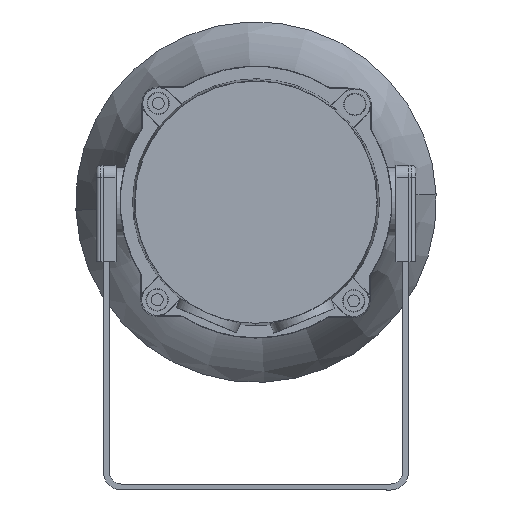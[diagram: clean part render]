
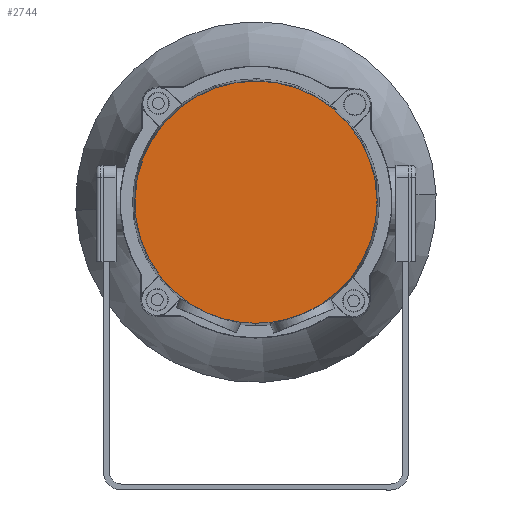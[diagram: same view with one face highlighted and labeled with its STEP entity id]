
A CAD part, left-side view. The second image highlights one B-rep face of the part: STEP entity #2744.
In plain terms, the highlighted planar face has unit normal (-1, 0, 0).
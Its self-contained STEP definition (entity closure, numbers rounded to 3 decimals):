
#2 = CIRCLE ( 'NONE', #3884, 61. ) ;
#171 = CARTESIAN_POINT ( 'NONE',  ( -38., 0., 0. ) ) ;
#193 = DIRECTION ( 'NONE',  ( 0., 0., -1. ) ) ;
#196 = DIRECTION ( 'NONE',  ( 1., 0., 0. ) ) ;
#540 = EDGE_LOOP ( 'NONE', ( #6061, #4882, #3087 ) ) ;
#736 = DIRECTION ( 'NONE',  ( 0., 0., 1. ) ) ;
#737 = DIRECTION ( 'NONE',  ( -1., 0., 0. ) ) ;
#759 = PLANE ( 'NONE',  #1736 ) ;
#770 = CARTESIAN_POINT ( 'NONE',  ( -38., 0., 0. ) ) ;
#1023 = EDGE_CURVE ( 'NONE', #5151, #4022, #2, .T. ) ;
#1224 = EDGE_CURVE ( 'NONE', #5662, #5151, #3253, .T. ) ;
#1736 = AXIS2_PLACEMENT_3D ( 'NONE', #770, #737, #736 ) ;
#2744 = ADVANCED_FACE ( 'NONE', ( #4284 ), #759, .T. ) ;
#3087 = ORIENTED_EDGE ( 'NONE', *, *, #1224, .F. ) ;
#3253 = CIRCLE ( 'NONE', #3369, 61. ) ;
#3369 = AXIS2_PLACEMENT_3D ( 'NONE', #6737, #6729, #6718 ) ;
#3884 = AXIS2_PLACEMENT_3D ( 'NONE', #171, #196, #193 ) ;
#4022 = VERTEX_POINT ( 'NONE', #4328 ) ;
#4067 = DIRECTION ( 'NONE',  ( 0., 0., -1. ) ) ;
#4088 = DIRECTION ( 'NONE',  ( 1., 0., 0. ) ) ;
#4141 = CARTESIAN_POINT ( 'NONE',  ( -38., 0., 0. ) ) ;
#4237 = AXIS2_PLACEMENT_3D ( 'NONE', #4141, #4088, #4067 ) ;
#4284 = FACE_OUTER_BOUND ( 'NONE', #540, .T. ) ;
#4328 = CARTESIAN_POINT ( 'NONE',  ( -38., 23.344, -56.357 ) ) ;
#4507 = CARTESIAN_POINT ( 'NONE',  ( -38., 0., -61. ) ) ;
#4882 = ORIENTED_EDGE ( 'NONE', *, *, #1023, .F. ) ;
#5151 = VERTEX_POINT ( 'NONE', #4507 ) ;
#5302 = CARTESIAN_POINT ( 'NONE',  ( -38., -23.344, -56.357 ) ) ;
#5662 = VERTEX_POINT ( 'NONE', #5302 ) ;
#6061 = ORIENTED_EDGE ( 'NONE', *, *, #7153, .F. ) ;
#6718 = DIRECTION ( 'NONE',  ( 0., 0., -1. ) ) ;
#6729 = DIRECTION ( 'NONE',  ( 1., 0., 0. ) ) ;
#6737 = CARTESIAN_POINT ( 'NONE',  ( -38., 0., 0. ) ) ;
#6916 = CIRCLE ( 'NONE', #4237, 61. ) ;
#7153 = EDGE_CURVE ( 'NONE', #4022, #5662, #6916, .T. ) ;
